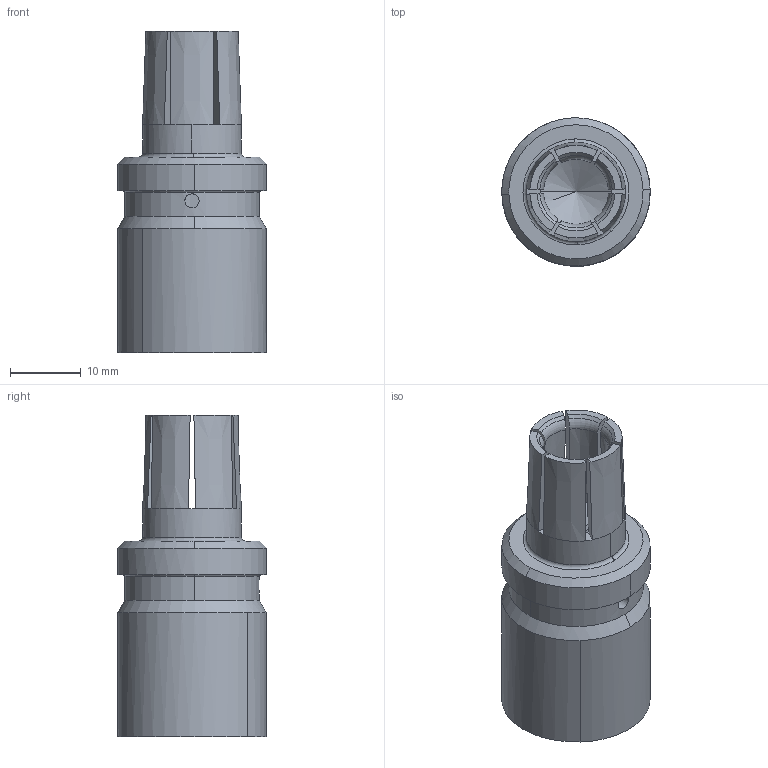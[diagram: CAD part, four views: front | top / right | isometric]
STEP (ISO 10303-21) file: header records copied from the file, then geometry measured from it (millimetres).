
FILE_DESCRIPTION(('Creo Elements/Direct Modeling STEP Export'),'2;1');
FILE_NAME('0ln7uvk5p888tbl5692','2023-02-16T16:35:42',(''),(''),'Creo Elements/Direct Modeling STEP processor for AP214 (Solid Model)','Creo Elements/Direct Modeling 20.1B 02-Apr-2019 (C) Parametric Technology GmbH','');
FILE_SCHEMA(('AUTOMOTIVE_DESIGN { 1 0 10303 214 1 1 1 1 }'));
Length unit declared in the file: millimetre
Products named in the file (2): C30FA 120
Assembly tree (1 placements, depth 2):
  C30FA 120
    C30FA 120
Bounding box: 21 x 20.99 x 45.5 mm (x, y, z)
Volume: 6158.1 mm3; surface area: 4986.6 mm2
Topology: 1 solids, 1 shells, 81 faces, 213 edges, 130 vertices
Faces by surface type: cone 28, plane 21, cylinder 14, torus 12, revolution 6
Entity records: 4628 total; most frequent: CARTESIAN_POINT 2165, ORIENTED_EDGE 410, DIRECTION 305, EDGE_CURVE 205, AXIS2_PLACEMENT_3D 134, VERTEX_POINT 128, EDGE_LOOP 85, COLOUR_RGB 82
